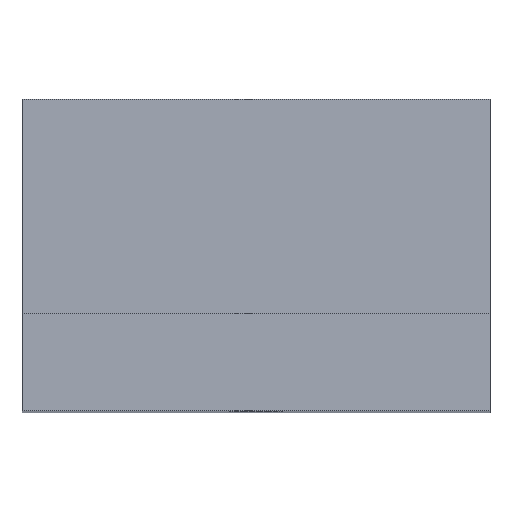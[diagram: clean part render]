
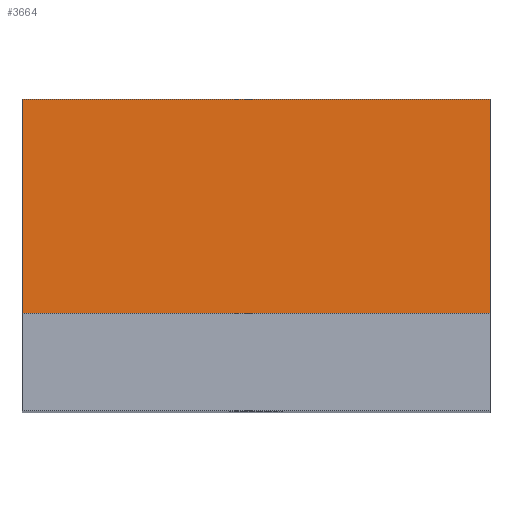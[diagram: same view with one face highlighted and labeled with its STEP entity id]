
A CAD part, top view. The second image highlights one B-rep face of the part: STEP entity #3664.
In plain terms, the highlighted planar face has unit normal (0, 0.035, 0.999).
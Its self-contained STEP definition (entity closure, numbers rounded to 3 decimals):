
#400=ORIENTED_EDGE('',*,*,#1286,.T.);
#401=ORIENTED_EDGE('',*,*,#1429,.F.);
#402=ORIENTED_EDGE('',*,*,#1371,.F.);
#403=ORIENTED_EDGE('',*,*,#1428,.T.);
#1286=EDGE_CURVE('',#1810,#1809,#2166,.T.);
#1371=EDGE_CURVE('',#1894,#1895,#2230,.T.);
#1428=EDGE_CURVE('',#1894,#1810,#2259,.T.);
#1429=EDGE_CURVE('',#1895,#1809,#2260,.T.);
#1809=VERTEX_POINT('',#5386);
#1810=VERTEX_POINT('',#5388);
#1894=VERTEX_POINT('',#5557);
#1895=VERTEX_POINT('',#5559);
#2166=LINE('',#5387,#2574);
#2230=LINE('',#5558,#2638);
#2259=LINE('',#5671,#2667);
#2260=LINE('',#5673,#2668);
#2574=VECTOR('',#4272,1000.);
#2638=VECTOR('',#4380,1000.);
#2667=VECTOR('',#4477,1000.);
#2668=VECTOR('',#4480,1000.);
#2984=EDGE_LOOP('',(#400,#401,#402,#403));
#3262=FACE_BOUND('',#2984,.T.);
#3508=PLANE('',#3949);
#3664=ADVANCED_FACE('',(#3262),#3508,.F.);
#3949=AXIS2_PLACEMENT_3D('',#5672,#4478,#4479);
#4272=DIRECTION('',(0.,-0.999,0.035));
#4380=DIRECTION('',(0.,-0.999,0.035));
#4477=DIRECTION('',(-1.,0.,0.));
#4478=DIRECTION('',(0.,-0.035,-0.999));
#4479=DIRECTION('',(0.,0.999,-0.035));
#4480=DIRECTION('',(-1.,0.,0.));
#5386=CARTESIAN_POINT('',(-24.,10.,42.768));
#5387=CARTESIAN_POINT('',(-24.,32.,42.));
#5388=CARTESIAN_POINT('',(-24.,32.,42.));
#5557=CARTESIAN_POINT('',(24.,32.,42.));
#5558=CARTESIAN_POINT('',(24.,32.,42.));
#5559=CARTESIAN_POINT('',(24.,10.,42.768));
#5671=CARTESIAN_POINT('',(24.,32.,42.));
#5672=CARTESIAN_POINT('',(24.,32.,42.));
#5673=CARTESIAN_POINT('',(24.,10.,42.768));
